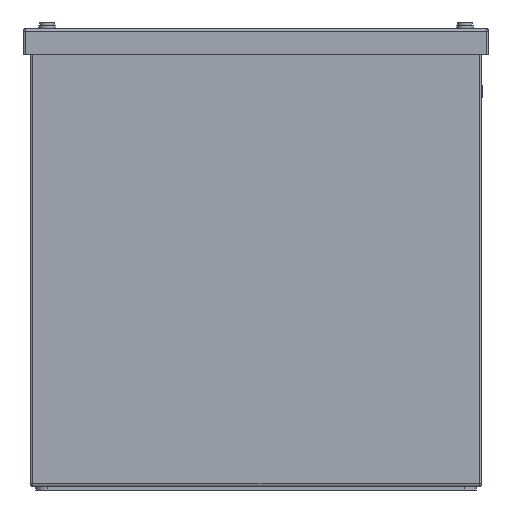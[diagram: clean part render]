
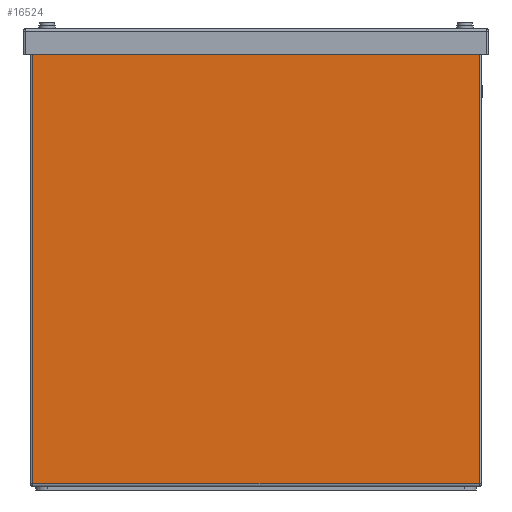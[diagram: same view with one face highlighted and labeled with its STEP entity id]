
A CAD part, left-side view. The second image highlights one B-rep face of the part: STEP entity #16524.
In plain terms, the highlighted planar face has unit normal (-1, 0, 0).
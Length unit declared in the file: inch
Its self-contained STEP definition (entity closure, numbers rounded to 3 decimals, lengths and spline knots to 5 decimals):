
#854 = CARTESIAN_POINT ( 'NONE',  ( -0.0002, 0.06, 0.06 ) ) ;
#1512 = VECTOR ( 'NONE', #24091, 39.37008 ) ;
#2496 = ORIENTED_EDGE ( 'NONE', *, *, #29501, .T. ) ;
#2777 = CARTESIAN_POINT ( 'NONE',  ( -0.0002, 9.94, 0. ) ) ;
#3377 = DIRECTION ( 'NONE',  ( 0., 0., -1. ) ) ;
#4460 = CARTESIAN_POINT ( 'NONE',  ( -0.0002, 0.06, 9.94 ) ) ;
#6396 = ORIENTED_EDGE ( 'NONE', *, *, #11667, .T. ) ;
#7501 = CARTESIAN_POINT ( 'NONE',  ( -0.0002, 9.94, 0.06 ) ) ;
#9813 = DIRECTION ( 'NONE',  ( 0., 0., -1. ) ) ;
#10243 = LINE ( 'NONE', #2777, #34525 ) ;
#10777 = VECTOR ( 'NONE', #18239, 39.37008 ) ;
#11667 = EDGE_CURVE ( 'NONE', #23819, #34067, #23897, .T. ) ;
#13538 = CARTESIAN_POINT ( 'NONE',  ( -0.0002, 10., 0.06 ) ) ;
#13550 = CARTESIAN_POINT ( 'NONE',  ( -0.0002, 9.94, 9.94 ) ) ;
#13951 = AXIS2_PLACEMENT_3D ( 'NONE', #16644, #35597, #3377 ) ;
#15581 = PLANE ( 'NONE',  #13951 ) ;
#15679 = ORIENTED_EDGE ( 'NONE', *, *, #34791, .T. ) ;
#16319 = VECTOR ( 'NONE', #36813, 39.37008 ) ;
#16524 = ADVANCED_FACE ( 'NONE', ( #38382 ), #15581, .F. ) ;
#16644 = CARTESIAN_POINT ( 'NONE',  ( -0.0002, 10., 10. ) ) ;
#16997 = LINE ( 'NONE', #33386, #1512 ) ;
#18239 = DIRECTION ( 'NONE',  ( 0., 0., 1. ) ) ;
#18661 = VERTEX_POINT ( 'NONE', #13550 ) ;
#19569 = EDGE_LOOP ( 'NONE', ( #6396, #2496, #21499, #15679 ) ) ;
#21499 = ORIENTED_EDGE ( 'NONE', *, *, #34307, .T. ) ;
#23819 = VERTEX_POINT ( 'NONE', #7501 ) ;
#23897 = LINE ( 'NONE', #13538, #16319 ) ;
#24091 = DIRECTION ( 'NONE',  ( 0., 1., 0. ) ) ;
#26970 = VERTEX_POINT ( 'NONE', #4460 ) ;
#29501 = EDGE_CURVE ( 'NONE', #34067, #26970, #41890, .T. ) ;
#33386 = CARTESIAN_POINT ( 'NONE',  ( -0.0002, 10., 9.94 ) ) ;
#34067 = VERTEX_POINT ( 'NONE', #854 ) ;
#34307 = EDGE_CURVE ( 'NONE', #26970, #18661, #16997, .T. ) ;
#34525 = VECTOR ( 'NONE', #9813, 39.37008 ) ;
#34791 = EDGE_CURVE ( 'NONE', #18661, #23819, #10243, .T. ) ;
#35597 = DIRECTION ( 'NONE',  ( 1., 0., 0. ) ) ;
#36813 = DIRECTION ( 'NONE',  ( 0., -1., 0. ) ) ;
#38382 = FACE_OUTER_BOUND ( 'NONE', #19569, .T. ) ;
#41243 = CARTESIAN_POINT ( 'NONE',  ( -0.0002, 0.06, 10. ) ) ;
#41890 = LINE ( 'NONE', #41243, #10777 ) ;
